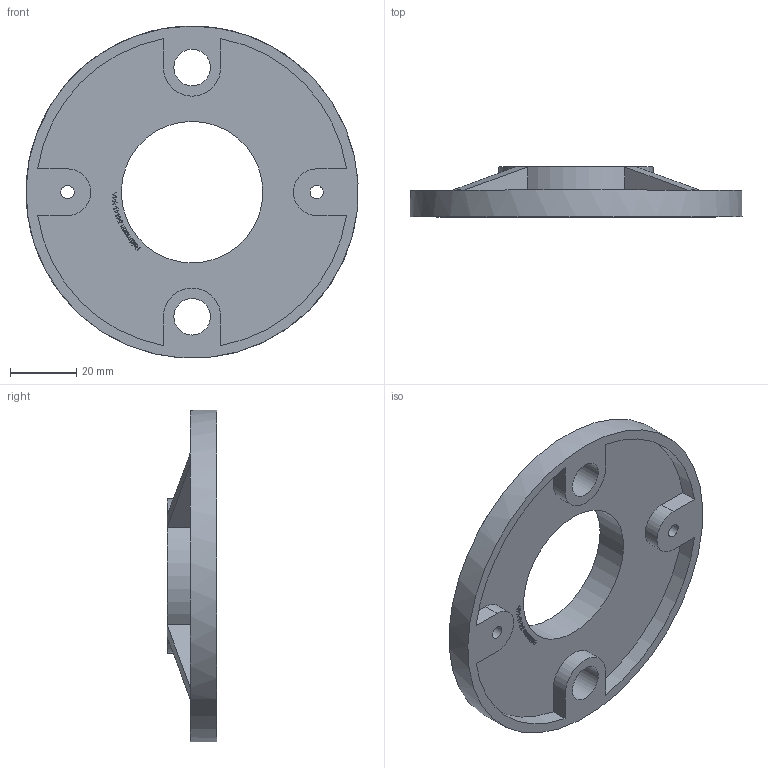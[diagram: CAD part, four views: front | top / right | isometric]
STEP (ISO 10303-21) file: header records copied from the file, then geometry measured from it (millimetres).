
FILE_DESCRIPTION (( 'STEP AP203' ), '1' );
FILE_NAME ('54141-V4A.step', '2023-09-08T11:12:18', ( '' ), ( '' ), 'SwSTEP 2.0', 'SolidWorks 2018', '' );
FILE_SCHEMA (( 'CONFIG_CONTROL_DESIGN' ));
Length unit declared in the file: millimetre
Products named in the file (1): 54141-V4A
Bounding box: 99.91 x 15 x 99.91 mm (x, y, z)
Volume: 30794.8 mm3; surface area: 20701 mm2
Topology: 1 solids, 1 shells, 262 faces, 682 edges, 447 vertices
Faces by surface type: plane 188, bspline 56, cylinder 18
Full cylindrical faces by diameter (mm): 4 x2, 11 x2, 42.6 x1, 100 x1
Entity records: 10678 total; most frequent: CARTESIAN_POINT 4554, ORIENTED_EDGE 1348, DIRECTION 1011, EDGE_CURVE 674, LINE 519, VECTOR 519, VERTEX_POINT 445, EDGE_LOOP 303
